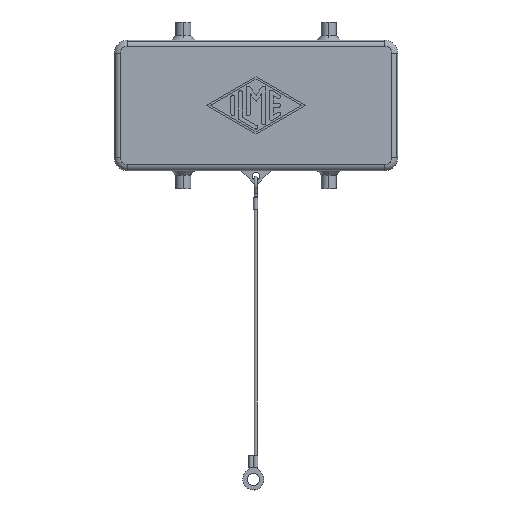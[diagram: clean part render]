
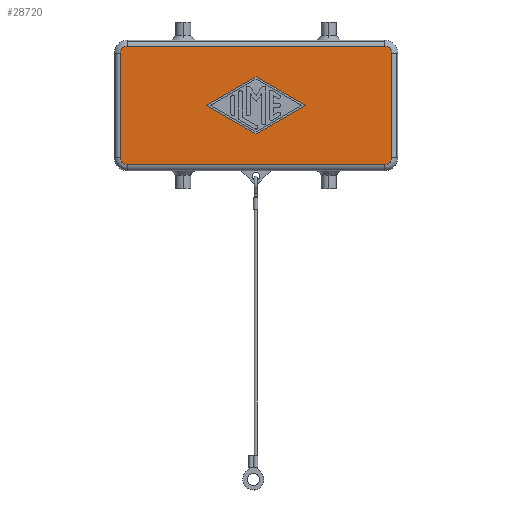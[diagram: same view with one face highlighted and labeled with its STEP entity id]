
A CAD part, top view. The second image highlights one B-rep face of the part: STEP entity #28720.
In plain terms, the highlighted planar face has unit normal (0, 0, 1).
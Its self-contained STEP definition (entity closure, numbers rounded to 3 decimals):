
#18380=CARTESIAN_POINT('',(0.,-9.375,12.));
#18390=VERTEX_POINT('',#18380);
#18440=CARTESIAN_POINT('',(0.,-9.375,12.));
#18450=DIRECTION('',(-0.866,0.5,0.));
#18460=VECTOR('',#18450,18.76);
#18470=LINE('',#18440,#18460);
#18480=CARTESIAN_POINT('',(-16.25,0.,12.));
#18490=VERTEX_POINT('',#18480);
#18500=EDGE_CURVE('',#18390,#18490,#18470,.T.);
#18850=CARTESIAN_POINT('',(16.25,0.,12.));
#18860=VERTEX_POINT('',#18850);
#18910=CARTESIAN_POINT('',(16.25,0.,12.));
#18920=DIRECTION('',(-0.866,-0.5,0.));
#18930=VECTOR('',#18920,18.76);
#18940=LINE('',#18910,#18930);
#18950=EDGE_CURVE('',#18860,#18390,#18940,.T.);
#19230=CARTESIAN_POINT('',(0.,9.375,12.));
#19240=VERTEX_POINT('',#19230);
#19290=CARTESIAN_POINT('',(0.,9.375,12.));
#19300=DIRECTION('',(0.866,-0.5,0.));
#19310=VECTOR('',#19300,18.76);
#19320=LINE('',#19290,#19310);
#19330=EDGE_CURVE('',#19240,#18860,#19320,.T.);
#19580=CARTESIAN_POINT('',(-16.25,0.,12.));
#19590=DIRECTION('',(0.866,0.5,0.));
#19600=VECTOR('',#19590,18.76);
#19610=LINE('',#19580,#19600);
#19620=EDGE_CURVE('',#18490,#19240,#19610,.T.);
#27910=CARTESIAN_POINT('',(0.,0.,12.));
#27920=DIRECTION('',(0.,0.,1.));
#27930=DIRECTION('',(1.,0.,0.));
#27940=AXIS2_PLACEMENT_3D('',#27910,#27920,#27930);
#27950=PLANE('',#27940);
#27960=CARTESIAN_POINT('',(-42.45,19.5,12.));
#27970=DIRECTION('',(1.,0.,0.));
#27980=VECTOR('',#27970,84.9);
#27990=LINE('',#27960,#27980);
#28000=CARTESIAN_POINT('',(-42.45,19.5,12.));
#28010=VERTEX_POINT('',#28000);
#28020=CARTESIAN_POINT('',(42.45,19.5,12.));
#28030=VERTEX_POINT('',#28020);
#28040=EDGE_CURVE('',#28010,#28030,#27990,.T.);
#28050=ORIENTED_EDGE('',*,*,#28040,.F.);
#28060=CARTESIAN_POINT('',(42.45,17.2,12.));
#28070=DIRECTION('',(0.,0.,-1.));
#28080=DIRECTION('',(0.707,0.707,0.));
#28090=AXIS2_PLACEMENT_3D('',#28060,#28070,#28080);
#28100=CIRCLE('',#28090,2.3);
#28110=CARTESIAN_POINT('',(44.75,17.2,12.));
#28120=VERTEX_POINT('',#28110);
#28130=EDGE_CURVE('',#28030,#28120,#28100,.T.);
#28140=ORIENTED_EDGE('',*,*,#28130,.F.);
#28150=CARTESIAN_POINT('',(44.75,17.2,12.));
#28160=DIRECTION('',(0.,-1.,0.));
#28170=VECTOR('',#28160,34.4);
#28180=LINE('',#28150,#28170);
#28190=CARTESIAN_POINT('',(44.75,-17.2,12.));
#28200=VERTEX_POINT('',#28190);
#28210=EDGE_CURVE('',#28120,#28200,#28180,.T.);
#28220=ORIENTED_EDGE('',*,*,#28210,.F.);
#28230=CARTESIAN_POINT('',(42.45,-17.2,12.));
#28240=DIRECTION('',(0.,0.,-1.));
#28250=DIRECTION('',(0.707,-0.707,0.));
#28260=AXIS2_PLACEMENT_3D('',#28230,#28240,#28250);
#28270=CIRCLE('',#28260,2.3);
#28280=CARTESIAN_POINT('',(42.45,-19.5,12.));
#28290=VERTEX_POINT('',#28280);
#28300=EDGE_CURVE('',#28200,#28290,#28270,.T.);
#28310=ORIENTED_EDGE('',*,*,#28300,.F.);
#28320=CARTESIAN_POINT('',(42.45,-19.5,12.));
#28330=DIRECTION('',(-1.,0.,0.));
#28340=VECTOR('',#28330,84.9);
#28350=LINE('',#28320,#28340);
#28360=CARTESIAN_POINT('',(-42.45,-19.5,12.));
#28370=VERTEX_POINT('',#28360);
#28380=EDGE_CURVE('',#28290,#28370,#28350,.T.);
#28390=ORIENTED_EDGE('',*,*,#28380,.F.);
#28400=CARTESIAN_POINT('',(-42.45,-17.2,12.));
#28410=DIRECTION('',(0.,0.,-1.));
#28420=DIRECTION('',(-0.707,-0.707,0.));
#28430=AXIS2_PLACEMENT_3D('',#28400,#28410,#28420);
#28440=CIRCLE('',#28430,2.3);
#28450=CARTESIAN_POINT('',(-44.75,-17.2,12.));
#28460=VERTEX_POINT('',#28450);
#28470=EDGE_CURVE('',#28370,#28460,#28440,.T.);
#28480=ORIENTED_EDGE('',*,*,#28470,.F.);
#28490=CARTESIAN_POINT('',(-44.75,-17.2,12.));
#28500=DIRECTION('',(0.,1.,0.));
#28510=VECTOR('',#28500,34.4);
#28520=LINE('',#28490,#28510);
#28530=CARTESIAN_POINT('',(-44.75,17.2,12.));
#28540=VERTEX_POINT('',#28530);
#28550=EDGE_CURVE('',#28460,#28540,#28520,.T.);
#28560=ORIENTED_EDGE('',*,*,#28550,.F.);
#28570=CARTESIAN_POINT('',(-42.45,17.2,12.));
#28580=DIRECTION('',(0.,0.,-1.));
#28590=DIRECTION('',(-0.707,0.707,0.));
#28600=AXIS2_PLACEMENT_3D('',#28570,#28580,#28590);
#28610=CIRCLE('',#28600,2.3);
#28620=EDGE_CURVE('',#28540,#28010,#28610,.T.);
#28630=ORIENTED_EDGE('',*,*,#28620,.F.);
#28640=EDGE_LOOP('',(#28630,#28560,#28480,#28390,#28310,#28220,#28140,
#28050));
#28650=FACE_OUTER_BOUND('',#28640,.T.);
#28660=ORIENTED_EDGE('',*,*,#18950,.T.);
#28670=ORIENTED_EDGE('',*,*,#19330,.T.);
#28680=ORIENTED_EDGE('',*,*,#19620,.T.);
#28690=ORIENTED_EDGE('',*,*,#18500,.T.);
#28700=EDGE_LOOP('',(#28690,#28680,#28670,#28660));
#28710=FACE_BOUND('',#28700,.T.);
#28720=ADVANCED_FACE('',(#28650,#28710),#27950,.T.);
